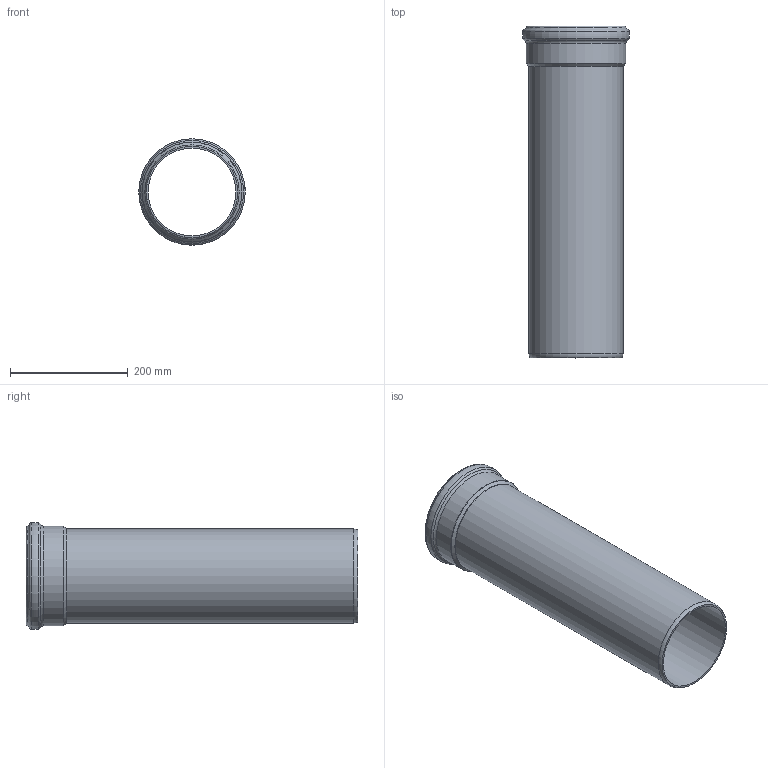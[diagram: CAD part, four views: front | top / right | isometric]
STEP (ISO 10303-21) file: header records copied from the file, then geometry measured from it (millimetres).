
FILE_DESCRIPTION(/* description */ (''),/* implementation_level */ '2;1');
FILE_NAME(/* name */ '337020 SKOLANsafeEM Passlängen DN_OD 160x500.stp',/* time_stamp */ '2018-01-09T14:15:02+01:00',/* author */ ('user1'),/* organization */ (''),/* preprocessor_version */ 'ST-DEVELOPER v16.1',/* originating_system */ 'Autodesk Inventor 2016',/* authorisation */ '');
FILE_SCHEMA (('AUTOMOTIVE_DESIGN { 1 0 10303 214 3 1 1 }'));
Length unit declared in the file: millimetre
Products named in the file (1): 337020 SKOLANsafeEM Passlängen DN_OD 160x500
Bounding box: 181.9 x 564.8 x 181.9 mm (x, y, z)
Volume: 1467740 mm3; surface area: 567759.7 mm2
Topology: 1 solids, 1 shells, 27 faces, 53 edges, 27 vertices
Faces by surface type: torus 16, cylinder 6, cone 4, plane 1
Full cylindrical faces by diameter (mm): 149.4 x1, 160 x1, 160.5 x2, 170.1 x1, 174 x1
Entity records: 572 total; most frequent: DIRECTION 110, CARTESIAN_POINT 82, AXIS2_PLACEMENT_3D 55, EDGE_LOOP 54, ORIENTED_EDGE 54, FACE_BOUND 27, FACE_OUTER_BOUND 27, CIRCLE 27
